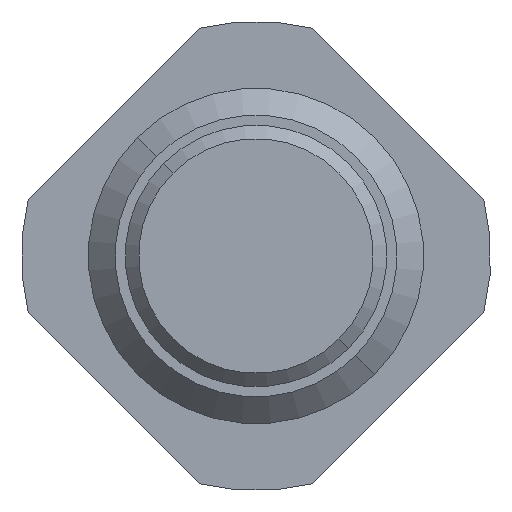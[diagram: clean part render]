
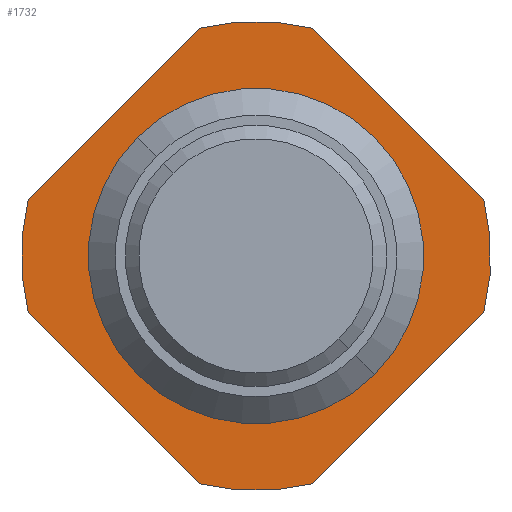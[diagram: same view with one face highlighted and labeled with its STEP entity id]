
A CAD part, front view. The second image highlights one B-rep face of the part: STEP entity #1732.
In plain terms, the highlighted planar face has unit normal (0, -1, 0).
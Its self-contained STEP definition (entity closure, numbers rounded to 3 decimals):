
#59 = DIRECTION ( 'NONE',  ( 0., 1., 0. ) ) ;
#89 = VERTEX_POINT ( 'NONE', #907 ) ;
#169 = DIRECTION ( 'NONE',  ( 0., 1., 0. ) ) ;
#175 = EDGE_CURVE ( 'Defeature ausgef�hrt4_1+Defeature ausgef�hrt4_6+Defeature ausgef�hrt4_17+Defeature ausgef�hrt4_14', #3056, #2667, #1844, .T. ) ;
#205 = CARTESIAN_POINT ( 'NONE',  ( 1.698, 5.348, -0.423 ) ) ;
#252 = VERTEX_POINT ( 'NONE', #403 ) ;
#328 = DIRECTION ( 'NONE',  ( 0., 1., 0. ) ) ;
#331 = VERTEX_POINT ( 'NONE', #1483 ) ;
#375 = DIRECTION ( 'NONE',  ( -0.707, 0., 0.707 ) ) ;
#381 = EDGE_CURVE ( 'Defeature ausgef�hrt4_6+Defeature ausgef�hrt4_14+Defeature ausgef�hrt4_3+Defeature ausgef�hrt4_1', #3318, #2667, #2525, .T. ) ;
#387 = CARTESIAN_POINT ( 'NONE',  ( 1.237, 5.348, 1.237 ) ) ;
#403 = CARTESIAN_POINT ( 'NONE',  ( -0.827, 5.348, 0.827 ) ) ;
#411 = ORIENTED_EDGE ( 'NONE', *, *, #2716, .F. ) ;
#543 = CIRCLE ( 'NONE', #1464, 1.17 ) ;
#581 = DIRECTION ( 'NONE',  ( -0.707, 0., 0.707 ) ) ;
#589 = CARTESIAN_POINT ( 'NONE',  ( 0.423, 5.348, -1.698 ) ) ;
#602 = VECTOR ( 'NONE', #1202, 1000. ) ;
#625 = CARTESIAN_POINT ( 'NONE',  ( 0., 5.348, 0. ) ) ;
#730 = EDGE_CURVE ( 'Defeature ausgef�hrt4_6+Defeature ausgef�hrt4_5+Defeature ausgef�hrt4_5+Defeature ausgef�hrt4_5', #252, #1367, #2203, .T. ) ;
#740 = LINE ( 'NONE', #2005, #602 ) ;
#800 = ORIENTED_EDGE ( 'NONE', *, *, #730, .T. ) ;
#907 = CARTESIAN_POINT ( 'NONE',  ( -1.698, 5.348, 0.423 ) ) ;
#1000 = ORIENTED_EDGE ( 'NONE', *, *, #2910, .T. ) ;
#1006 = FACE_OUTER_BOUND ( 'NONE', #2737, .T. ) ;
#1125 = VERTEX_POINT ( 'NONE', #589 ) ;
#1202 = DIRECTION ( 'NONE',  ( 0.707, 0., -0.707 ) ) ;
#1224 = DIRECTION ( 'NONE',  ( 0., 1., 0. ) ) ;
#1235 = VECTOR ( 'NONE', #2255, 1000. ) ;
#1296 = EDGE_CURVE ( 'Defeature ausgef�hrt4_7+Defeature ausgef�hrt4_6+Defeature ausgef�hrt4_16+Defeature ausgef�hrt4_17', #331, #89, #2520, .T. ) ;
#1345 = EDGE_CURVE ( 'Defeature ausgef�hrt4_6+Defeature ausgef�hrt4_5+Defeature ausgef�hrt4_5+Defeature ausgef�hrt4_5', #1367, #252, #543, .T. ) ;
#1367 = VERTEX_POINT ( 'NONE', #3052 ) ;
#1406 = EDGE_LOOP ( 'NONE', ( #800, #3236 ) ) ;
#1447 = VERTEX_POINT ( 'NONE', #205 ) ;
#1464 = AXIS2_PLACEMENT_3D ( 'NONE', #3097, #3112, #3414 ) ;
#1483 = CARTESIAN_POINT ( 'NONE',  ( -1.698, 5.348, -0.423 ) ) ;
#1547 = CARTESIAN_POINT ( 'NONE',  ( -0.423, 5.348, 1.698 ) ) ;
#1548 = ORIENTED_EDGE ( 'NONE', *, *, #381, .T. ) ;
#1599 = CARTESIAN_POINT ( 'NONE',  ( -0.423, 5.348, -1.698 ) ) ;
#1621 = DIRECTION ( 'NONE',  ( -0.707, 0., 0.707 ) ) ;
#1684 = LINE ( 'NONE', #3293, #3291 ) ;
#1703 = DIRECTION ( 'NONE',  ( 0., 1., 0. ) ) ;
#1712 = ORIENTED_EDGE ( 'NONE', *, *, #175, .F. ) ;
#1732 = ADVANCED_FACE ( 'Defeature ausgef�hrt4_6', ( #1006, #2759 ), #3036, .F. ) ;
#1751 = DIRECTION ( 'NONE',  ( -0.707, 0., 0.707 ) ) ;
#1844 = CIRCLE ( 'NONE', #2233, 1.75 ) ;
#1934 = LINE ( 'NONE', #2293, #1235 ) ;
#1969 = DIRECTION ( 'NONE',  ( 0., 1., 0. ) ) ;
#1970 = DIRECTION ( 'NONE',  ( 0.707, 0., 0.707 ) ) ;
#1977 = AXIS2_PLACEMENT_3D ( 'NONE', #2167, #59, #581 ) ;
#2005 = CARTESIAN_POINT ( 'NONE',  ( -2.298, 5.348, 0.177 ) ) ;
#2033 = ORIENTED_EDGE ( 'NONE', *, *, #2301, .T. ) ;
#2045 = DIRECTION ( 'NONE',  ( -0.707, 0., 0.707 ) ) ;
#2067 = ORIENTED_EDGE ( 'NONE', *, *, #3154, .F. ) ;
#2108 = VERTEX_POINT ( 'NONE', #1599 ) ;
#2167 = CARTESIAN_POINT ( 'NONE',  ( 0., 5.348, 0. ) ) ;
#2203 = CIRCLE ( 'NONE', #2945, 1.17 ) ;
#2233 = AXIS2_PLACEMENT_3D ( 'NONE', #625, #169, #2045 ) ;
#2241 = DIRECTION ( 'NONE',  ( -0.707, 0., 0.707 ) ) ;
#2249 = CIRCLE ( 'NONE', #1977, 1.75 ) ;
#2255 = DIRECTION ( 'NONE',  ( -0.707, 0., -0.707 ) ) ;
#2273 = DIRECTION ( 'NONE',  ( -0.707, 0., 0.707 ) ) ;
#2275 = AXIS2_PLACEMENT_3D ( 'NONE', #387, #1703, #2241 ) ;
#2293 = CARTESIAN_POINT ( 'NONE',  ( 0.177, 5.348, 2.298 ) ) ;
#2301 = EDGE_CURVE ( 'Defeature ausgef�hrt4_6+Defeature ausgef�hrt4_17+Defeature ausgef�hrt4_1+Defeature ausgef�hrt4_7', #3056, #89, #1934, .T. ) ;
#2347 = CARTESIAN_POINT ( 'NONE',  ( 0.423, 5.348, 1.698 ) ) ;
#2369 = VECTOR ( 'NONE', #2273, 1000. ) ;
#2495 = CARTESIAN_POINT ( 'NONE',  ( 0., 5.348, 0. ) ) ;
#2500 = ORIENTED_EDGE ( 'NONE', *, *, #3402, .T. ) ;
#2520 = CIRCLE ( 'NONE', #3051, 1.75 ) ;
#2525 = LINE ( 'NONE', #3087, #2369 ) ;
#2667 = VERTEX_POINT ( 'NONE', #2347 ) ;
#2716 = EDGE_CURVE ( 'Defeature ausgef�hrt4_3+Defeature ausgef�hrt4_6+Defeature ausgef�hrt4_14+Defeature ausgef�hrt4_15', #3318, #1447, #2249, .T. ) ;
#2737 = EDGE_LOOP ( 'NONE', ( #1712, #2033, #2996, #2500, #2067, #1000, #411, #1548 ) ) ;
#2759 = FACE_BOUND ( 'NONE', #1406, .T. ) ;
#2853 = AXIS2_PLACEMENT_3D ( 'NONE', #2951, #328, #1621 ) ;
#2910 = EDGE_CURVE ( 'Defeature ausgef�hrt4_6+Defeature ausgef�hrt4_15+Defeature ausgef�hrt4_2+Defeature ausgef�hrt4_3', #1125, #1447, #1684, .T. ) ;
#2945 = AXIS2_PLACEMENT_3D ( 'NONE', #2495, #1969, #375 ) ;
#2951 = CARTESIAN_POINT ( 'NONE',  ( 0., 5.348, 0. ) ) ;
#2996 = ORIENTED_EDGE ( 'NONE', *, *, #1296, .F. ) ;
#3032 = CARTESIAN_POINT ( 'NONE',  ( 1.698, 5.348, 0.423 ) ) ;
#3036 = PLANE ( 'NONE',  #2275 ) ;
#3051 = AXIS2_PLACEMENT_3D ( 'NONE', #3327, #1224, #1751 ) ;
#3052 = CARTESIAN_POINT ( 'NONE',  ( 0.827, 5.348, -0.827 ) ) ;
#3056 = VERTEX_POINT ( 'NONE', #1547 ) ;
#3087 = CARTESIAN_POINT ( 'NONE',  ( 2.298, 5.348, -0.177 ) ) ;
#3097 = CARTESIAN_POINT ( 'NONE',  ( 0., 5.348, 0. ) ) ;
#3112 = DIRECTION ( 'NONE',  ( 0., 1., 0. ) ) ;
#3154 = EDGE_CURVE ( 'Defeature ausgef�hrt4_2+Defeature ausgef�hrt4_6+Defeature ausgef�hrt4_15+Defeature ausgef�hrt4_16', #1125, #2108, #3377, .T. ) ;
#3236 = ORIENTED_EDGE ( 'NONE', *, *, #1345, .T. ) ;
#3291 = VECTOR ( 'NONE', #1970, 1000. ) ;
#3293 = CARTESIAN_POINT ( 'NONE',  ( -0.177, 5.348, -2.298 ) ) ;
#3318 = VERTEX_POINT ( 'NONE', #3032 ) ;
#3327 = CARTESIAN_POINT ( 'NONE',  ( 0., 5.348, 0. ) ) ;
#3377 = CIRCLE ( 'NONE', #2853, 1.75 ) ;
#3402 = EDGE_CURVE ( 'Defeature ausgef�hrt4_6+Defeature ausgef�hrt4_16+Defeature ausgef�hrt4_7+Defeature ausgef�hrt4_2', #331, #2108, #740, .T. ) ;
#3414 = DIRECTION ( 'NONE',  ( -0.707, 0., 0.707 ) ) ;
